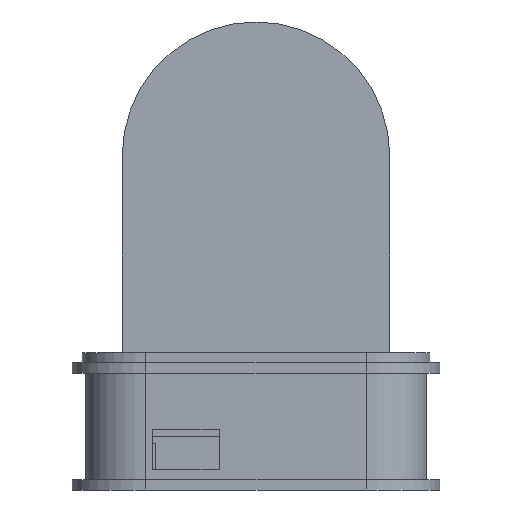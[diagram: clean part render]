
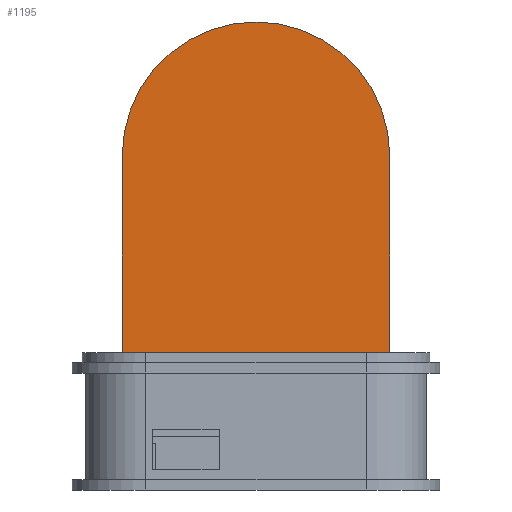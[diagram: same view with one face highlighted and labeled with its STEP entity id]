
A CAD part, front view. The second image highlights one B-rep face of the part: STEP entity #1195.
In plain terms, the highlighted planar face has unit normal (0, -1, 0).
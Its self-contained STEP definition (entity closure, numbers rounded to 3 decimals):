
#833=FACE_OUTER_BOUND('',#2140,.T.);
#1195=ADVANCED_FACE('',(#833),#1526,.F.);
#1526=PLANE('',#8011);
#1609=CIRCLE('',#8005,40.);
#2140=EDGE_LOOP('',(#4025,#4026,#4027,#4028));
#4025=ORIENTED_EDGE('',*,*,#5707,.F.);
#4026=ORIENTED_EDGE('',*,*,#5717,.F.);
#4027=ORIENTED_EDGE('',*,*,#5714,.F.);
#4028=ORIENTED_EDGE('',*,*,#5711,.F.);
#4745=VERTEX_POINT('',#11764);
#4746=VERTEX_POINT('',#11765);
#4749=VERTEX_POINT('',#11773);
#4751=VERTEX_POINT('',#11779);
#5707=EDGE_CURVE('',#4745,#4746,#6625,.T.);
#5711=EDGE_CURVE('',#4746,#4749,#1609,.T.);
#5714=EDGE_CURVE('',#4749,#4751,#6630,.T.);
#5717=EDGE_CURVE('',#4751,#4745,#6633,.T.);
#6625=LINE('',#11763,#7541);
#6630=LINE('',#11778,#7546);
#6633=LINE('',#11784,#7549);
#7541=VECTOR('',#9722,1.);
#7546=VECTOR('',#9735,1.);
#7549=VECTOR('',#9740,1.);
#8005=AXIS2_PLACEMENT_3D('',#11772,#9728,#9729);
#8011=AXIS2_PLACEMENT_3D('',#11788,#9746,#9747);
#9722=DIRECTION('',(0.,0.,1.));
#9728=DIRECTION('',(0.,1.,0.));
#9729=DIRECTION('',(-1.,0.,0.));
#9735=DIRECTION('',(0.,0.,-1.));
#9740=DIRECTION('',(-1.,0.,0.));
#9746=DIRECTION('',(0.,1.,0.));
#9747=DIRECTION('',(0.,0.,1.));
#11763=CARTESIAN_POINT('',(0.,0.,65.));
#11764=CARTESIAN_POINT('',(0.,0.,-13.));
#11765=CARTESIAN_POINT('',(0.,0.,65.));
#11772=CARTESIAN_POINT('',(40.,0.,65.));
#11773=CARTESIAN_POINT('',(80.,0.,65.));
#11778=CARTESIAN_POINT('',(80.,0.,-13.));
#11779=CARTESIAN_POINT('',(80.,0.,-13.));
#11784=CARTESIAN_POINT('',(0.,0.,-13.));
#11788=CARTESIAN_POINT('',(40.,0.,65.));
